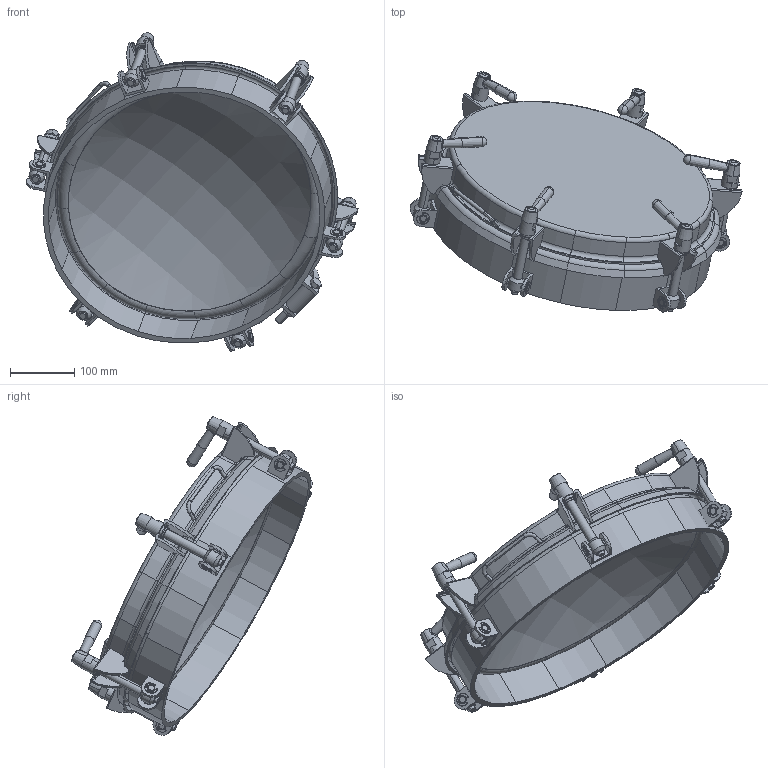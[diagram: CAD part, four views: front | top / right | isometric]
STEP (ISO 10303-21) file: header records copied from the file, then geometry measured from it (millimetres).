
FILE_DESCRIPTION (( 'STEP AP203' ), '1' );
FILE_NAME ('porte complete p21-167.STEP', '2009-12-03T11:01:17', ( 'BE' ), ( 'BOYER SA' ), 'SwSTEP 2.0', 'SolidWorks 2008', '' );
FILE_SCHEMA (( 'CONFIG_CONTROL_DESIGN' ));
Length unit declared in the file: millimetre
Products named in the file (17): arov p21-147_Défaut; portillon complet p21-167_Défaut; ECHU 4L BR F12 (0770500024)_écrou h M12; THPF 04 BR F 12  90  30 (0770300070)_Vis H M12 Lg 45; GU14 6T BR YD122   90 135  (0610300006)_Défaut; HBAG 4L BR  M1 (0690600001)_Défaut; porte complete p21-167; cadre p21-147_Défaut; PREC 6L BR D6 160  (0620100002)_Défaut; pov p21-147_Défaut; chape p21-147_Défaut; chape p21-167_Défaut; PSDO 4L PO S  08 32 30 (0660900010)_Défaut; AXE 04 BR D12 39 46  (0650100000)_Défaut; MA1 06 BR YD 14 51 EMB INOX (0750200054)_Défaut; U5  4L BR U122    27  34  30_Défaut; anneau ext renforcé23 111_Défaut
Assembly tree (52 placements, depth 3):
  porte complete p21-167
    AXE 04 BR D12 39 46  (0650100000)_Défaut  x6
    MA1 06 BR YD 14 51 EMB INOX (0750200054)_Défaut  x6
    anneau ext renforcé23 111_Défaut  x12
    cadre p21-147_Défaut
    ECHU 4L BR F12 (0770500024)_écrou h M12
    GU14 6T BR YD122   90 135  (0610300006)_Défaut  x6
    U5  4L BR U122    27  34  30_Défaut  x6
    HBAG 4L BR  M1 (0690600001)_Défaut
    PREC 6L BR D6 160  (0620100002)_Défaut
    PSDO 4L PO S  08 32 30 (0660900010)_Défaut  x2
    portillon complet p21-167_Défaut
      chape p21-147_Défaut  x4
      pov p21-147_Défaut
      arov p21-147_Défaut
      chape p21-167_Défaut  x2
    THPF 04 BR F 12  90  30 (0770300070)_Vis H M12 Lg 45
Bounding box: 517.27 x 374.73 x 496.17 mm (x, y, z)
Volume: 1720292.4 mm3; surface area: 1279962 mm2
Topology: 50 solids, 52 shells, 1340 faces, 3239 edges, 2004 vertices
Faces by surface type: cylinder 483, plane 449, torus 178, cone 164, bspline 46, sphere 20
Entity records: 21115 total; most frequent: CARTESIAN_POINT 5292, DIRECTION 3088, ORIENTED_EDGE 2562, AXIS2_PLACEMENT_3D 1315, EDGE_CURVE 1281, VERTEX_POINT 767, CIRCLE 725, EDGE_LOOP 578
